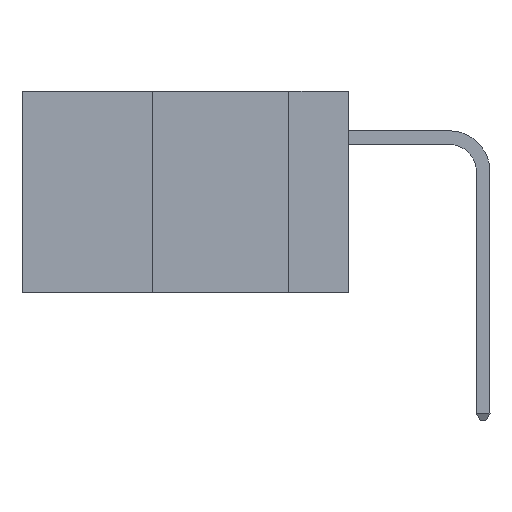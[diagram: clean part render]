
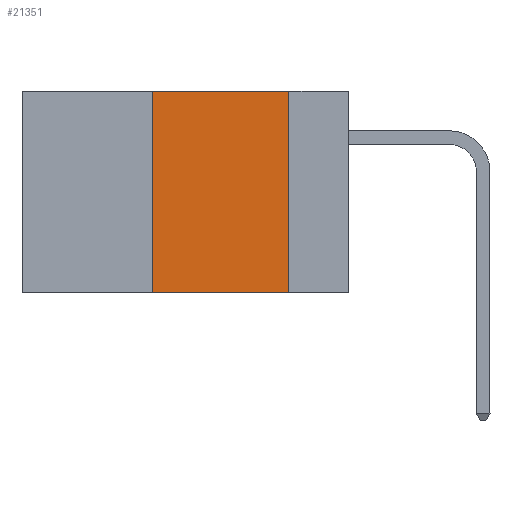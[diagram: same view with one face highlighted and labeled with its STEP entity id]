
A CAD part, left-side view. The second image highlights one B-rep face of the part: STEP entity #21351.
In plain terms, the highlighted planar face has unit normal (-1, 0, 0).
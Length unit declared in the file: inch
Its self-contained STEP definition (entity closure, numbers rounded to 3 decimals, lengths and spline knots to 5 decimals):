
#2036 = DIRECTION ( 'NONE',  ( 0., 0., -1. ) ) ;
#2185 = DIRECTION ( 'NONE',  ( 1., 0., 0. ) ) ;
#2415 = LINE ( 'NONE', #37035, #21948 ) ;
#3637 = EDGE_LOOP ( 'NONE', ( #22036, #27690, #33669, #26418 ) ) ;
#5246 = CARTESIAN_POINT ( 'NONE',  ( 0., 0.36, 0. ) ) ;
#5254 = DIRECTION ( 'NONE',  ( 0., 0., -1. ) ) ;
#7860 = EDGE_CURVE ( 'NONE', #29340, #27513, #2415, .T. ) ;
#8053 = CARTESIAN_POINT ( 'NONE',  ( 0., 0.11, 0. ) ) ;
#11580 = CARTESIAN_POINT ( 'NONE',  ( 0., 0.11, -0.37 ) ) ;
#14057 = DIRECTION ( 'NONE',  ( 0., -1., 0. ) ) ;
#14723 = CARTESIAN_POINT ( 'NONE',  ( 0., 0.36, 0. ) ) ;
#15421 = AXIS2_PLACEMENT_3D ( 'NONE', #31832, #2185, #5254 ) ;
#18435 = VERTEX_POINT ( 'NONE', #14723 ) ;
#18662 = FACE_OUTER_BOUND ( 'NONE', #3637, .T. ) ;
#20190 = EDGE_CURVE ( 'NONE', #35088, #18435, #37181, .T. ) ;
#21351 = ADVANCED_FACE ( 'NONE', ( #18662 ), #30325, .F. ) ;
#21948 = VECTOR ( 'NONE', #2036, 39.37008 ) ;
#22036 = ORIENTED_EDGE ( 'NONE', *, *, #7860, .F. ) ;
#22676 = LINE ( 'NONE', #25161, #25601 ) ;
#25083 = EDGE_CURVE ( 'NONE', #35088, #27513, #22676, .T. ) ;
#25161 = CARTESIAN_POINT ( 'NONE',  ( 0., 0.6, -0.37 ) ) ;
#25591 = LINE ( 'NONE', #37252, #31932 ) ;
#25601 = VECTOR ( 'NONE', #14057, 39.37008 ) ;
#25780 = DIRECTION ( 'NONE',  ( 0., -1., 0. ) ) ;
#26418 = ORIENTED_EDGE ( 'NONE', *, *, #25083, .T. ) ;
#27513 = VERTEX_POINT ( 'NONE', #11580 ) ;
#27690 = ORIENTED_EDGE ( 'NONE', *, *, #32080, .F. ) ;
#29340 = VERTEX_POINT ( 'NONE', #8053 ) ;
#29517 = CARTESIAN_POINT ( 'NONE',  ( 0., 0.36, -0.37 ) ) ;
#29712 = DIRECTION ( 'NONE',  ( 0., 0., 1. ) ) ;
#30325 = PLANE ( 'NONE',  #15421 ) ;
#31832 = CARTESIAN_POINT ( 'NONE',  ( 0., 0.6, 0. ) ) ;
#31932 = VECTOR ( 'NONE', #25780, 39.37008 ) ;
#32080 = EDGE_CURVE ( 'NONE', #18435, #29340, #25591, .T. ) ;
#33669 = ORIENTED_EDGE ( 'NONE', *, *, #20190, .F. ) ;
#34306 = VECTOR ( 'NONE', #29712, 39.37008 ) ;
#35088 = VERTEX_POINT ( 'NONE', #29517 ) ;
#37035 = CARTESIAN_POINT ( 'NONE',  ( 0., 0.11, 0. ) ) ;
#37181 = LINE ( 'NONE', #5246, #34306 ) ;
#37252 = CARTESIAN_POINT ( 'NONE',  ( 0., 0.6, 0. ) ) ;
